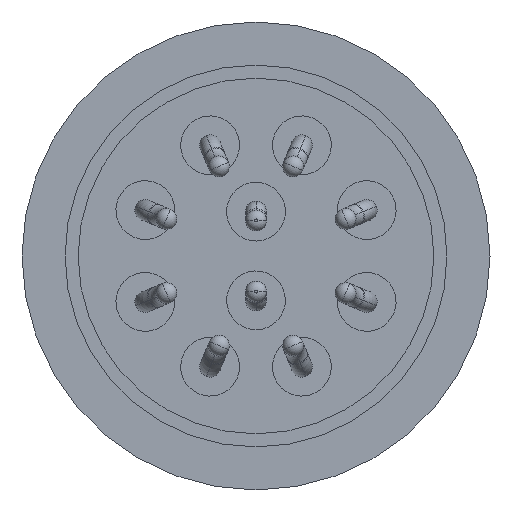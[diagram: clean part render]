
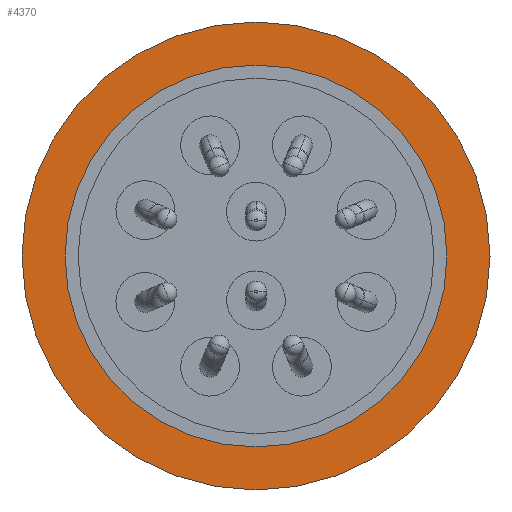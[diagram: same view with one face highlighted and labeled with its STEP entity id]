
A CAD part, front view. The second image highlights one B-rep face of the part: STEP entity #4370.
In plain terms, the highlighted planar face has unit normal (0, -1, 0).
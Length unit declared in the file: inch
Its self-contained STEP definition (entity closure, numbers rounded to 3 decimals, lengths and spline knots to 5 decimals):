
#209 = FACE_OUTER_BOUND ( 'NONE', #10032, .T. ) ;
#684 = ORIENTED_EDGE ( 'NONE', *, *, #9173, .F. ) ;
#883 = DIRECTION ( 'NONE',  ( 0., 1., 0. ) ) ;
#1279 = CARTESIAN_POINT ( 'NONE',  ( -0.625, 0.82565, 0. ) ) ;
#2367 = DIRECTION ( 'NONE',  ( 0., 1., 0. ) ) ;
#2415 = ORIENTED_EDGE ( 'NONE', *, *, #7706, .T. ) ;
#2505 = EDGE_CURVE ( 'NONE', #4317, #10210, #4798, .T. ) ;
#2661 = VERTEX_POINT ( 'NONE', #7933 ) ;
#2767 = ORIENTED_EDGE ( 'NONE', *, *, #8422, .F. ) ;
#2951 = DIRECTION ( 'NONE',  ( 0., -1., 0. ) ) ;
#3058 = DIRECTION ( 'NONE',  ( 0., 0., -1. ) ) ;
#3281 = DIRECTION ( 'NONE',  ( 0., 0., 1. ) ) ;
#3398 = AXIS2_PLACEMENT_3D ( 'NONE', #5149, #4908, #9280 ) ;
#3433 = CARTESIAN_POINT ( 'NONE',  ( 0., 0.82565, 0.51 ) ) ;
#4317 = VERTEX_POINT ( 'NONE', #10563 ) ;
#4370 = ADVANCED_FACE ( 'NONE', ( #7887, #209 ), #7045, .T. ) ;
#4798 = CIRCLE ( 'NONE', #3398, 0.51 ) ;
#4908 = DIRECTION ( 'NONE',  ( 0., 1., 0. ) ) ;
#5149 = CARTESIAN_POINT ( 'NONE',  ( 0., 0.82565, 0. ) ) ;
#5315 = AXIS2_PLACEMENT_3D ( 'NONE', #7592, #883, #8485 ) ;
#5631 = VERTEX_POINT ( 'NONE', #9171 ) ;
#5841 = EDGE_LOOP ( 'NONE', ( #2415, #6627 ) ) ;
#5851 = AXIS2_PLACEMENT_3D ( 'NONE', #9921, #2367, #9259 ) ;
#6627 = ORIENTED_EDGE ( 'NONE', *, *, #2505, .T. ) ;
#7045 = PLANE ( 'NONE',  #10658 ) ;
#7261 = AXIS2_PLACEMENT_3D ( 'NONE', #9281, #8437, #3281 ) ;
#7592 = CARTESIAN_POINT ( 'NONE',  ( 0., 0.82565, 0. ) ) ;
#7706 = EDGE_CURVE ( 'NONE', #10210, #4317, #9054, .T. ) ;
#7887 = FACE_BOUND ( 'NONE', #5841, .T. ) ;
#7933 = CARTESIAN_POINT ( 'NONE',  ( 0., 0.82565, -0.625 ) ) ;
#8422 = EDGE_CURVE ( 'NONE', #5631, #2661, #8510, .T. ) ;
#8437 = DIRECTION ( 'NONE',  ( 0., 1., 0. ) ) ;
#8485 = DIRECTION ( 'NONE',  ( 0., 0., 1. ) ) ;
#8510 = CIRCLE ( 'NONE', #7261, 0.625 ) ;
#9054 = CIRCLE ( 'NONE', #5315, 0.51 ) ;
#9171 = CARTESIAN_POINT ( 'NONE',  ( 0., 0.82565, 0.625 ) ) ;
#9173 = EDGE_CURVE ( 'NONE', #2661, #5631, #10670, .T. ) ;
#9259 = DIRECTION ( 'NONE',  ( 0., 0., 1. ) ) ;
#9280 = DIRECTION ( 'NONE',  ( 0., 0., 1. ) ) ;
#9281 = CARTESIAN_POINT ( 'NONE',  ( 0., 0.82565, 0. ) ) ;
#9921 = CARTESIAN_POINT ( 'NONE',  ( 0., 0.82565, 0. ) ) ;
#10032 = EDGE_LOOP ( 'NONE', ( #2767, #684 ) ) ;
#10210 = VERTEX_POINT ( 'NONE', #3433 ) ;
#10563 = CARTESIAN_POINT ( 'NONE',  ( 0., 0.82565, -0.51 ) ) ;
#10658 = AXIS2_PLACEMENT_3D ( 'NONE', #1279, #2951, #3058 ) ;
#10670 = CIRCLE ( 'NONE', #5851, 0.625 ) ;
